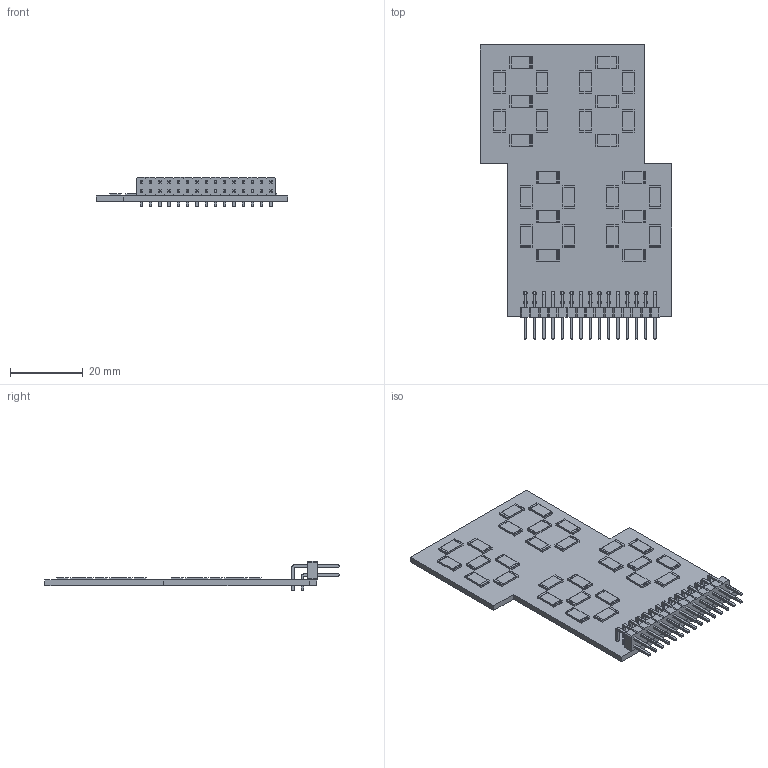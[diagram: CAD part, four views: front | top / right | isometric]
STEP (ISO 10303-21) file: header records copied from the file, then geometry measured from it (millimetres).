
FILE_DESCRIPTION(('KiCad electronic assembly'),'2;1');
FILE_NAME('thermocjromic clock resistors panel.step', '2021-05-16T20:17:16',('An Author'),('A Company'), 'Open CASCADE STEP processor 6.9','KiCad to STEP converter','Unknown' );
FILE_SCHEMA(('AUTOMOTIVE_DESIGN { 1 0 10303 214 1 1 1 1 }'));
Length unit declared in the file: millimetre
Products named in the file (6): Open CASCADE STEP translator 6.9 1; PinHeader_2x15_P2.54mm_Horizontal; SOLID; R_2512_6332Metric; COMPOUND
Assembly tree (32 placements, depth 3):
  Open CASCADE STEP translator 6.9 1
    PinHeader_2x15_P2.54mm_Horizontal
      SOLID
    R_2512_6332Metric  x28
      SOLID
    COMPOUND
Bounding box: 52.5 x 80.58 x 8.08 mm (x, y, z)
Volume: 6296.9 mm3; surface area: 10347.2 mm2
Topology: 30 solids, 30 shells, 1494 faces, 3770 edges, 2396 vertices
Faces by surface type: plane 1210, cylinder 284
Full cylindrical faces by diameter (mm): 1 x30
Entity records: 53616 total; most frequent: CARTESIAN_POINT 8243, DIRECTION 7520, LINE 5530, VECTOR 5530, ORIENTED_EDGE 3868, PCURVE 3868, DEFINITIONAL_REPRESENTATION 3868, EDGE_CURVE 1934
